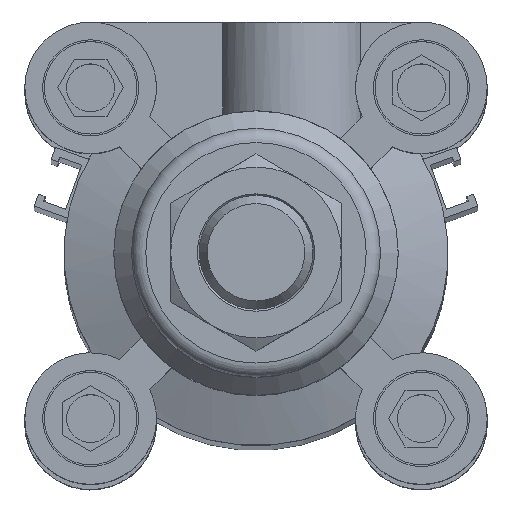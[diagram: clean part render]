
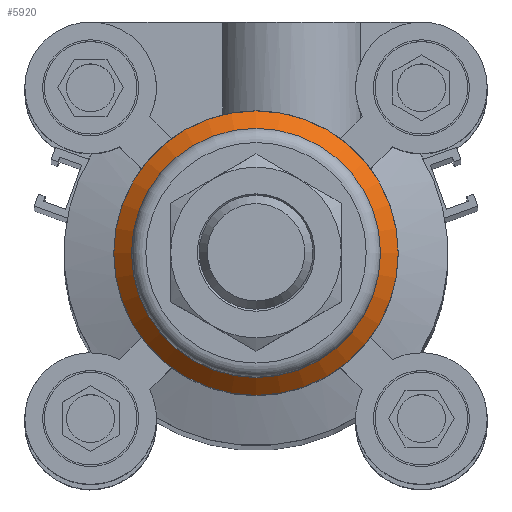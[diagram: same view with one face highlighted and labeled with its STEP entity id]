
A CAD part, top view. The second image highlights one B-rep face of the part: STEP entity #5920.
In plain terms, the highlighted conical face has half-angle 45 degrees and reference radius 18.75 mm.
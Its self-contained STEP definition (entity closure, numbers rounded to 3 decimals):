
#5261=CARTESIAN_POINT('',(-20.0,36.,0.0));
#5262=VERTEX_POINT('',#5261);
#5263=CARTESIAN_POINT('',(0.0,36.,0.0));
#5264=DIRECTION('',(0.0,1.0,0.0));
#5265=DIRECTION('',(-1.0,0.0,0.0));
#5266=AXIS2_PLACEMENT_3D('',#5263,#5264,#5265);
#5267=CIRCLE('',#5266,20.0);
#5268=EDGE_CURVE('',#5262,#5262,#5267,.T.);
#5901=CARTESIAN_POINT('',(0.0,37.25,0.0));
#5902=DIRECTION('',(0.0,-1.0,0.0));
#5903=DIRECTION('',(-1.0,0.0,0.0));
#5904=AXIS2_PLACEMENT_3D('',#5901,#5902,#5903);
#5905=CONICAL_SURFACE('',#5904,18.75,45.);
#5906=CARTESIAN_POINT('',(-17.5,38.5,0.0));
#5907=VERTEX_POINT('',#5906);
#5908=CARTESIAN_POINT('',(0.0,38.5,0.0));
#5909=DIRECTION('',(0.0,1.0,0.0));
#5910=DIRECTION('',(-1.0,0.0,0.0));
#5911=AXIS2_PLACEMENT_3D('',#5908,#5909,#5910);
#5912=CIRCLE('',#5911,17.5);
#5913=EDGE_CURVE('',#5907,#5907,#5912,.T.);
#5914=ORIENTED_EDGE('',*,*,#5913,.F.);
#5915=EDGE_LOOP('',(#5914));
#5916=FACE_OUTER_BOUND('',#5915,.T.);
#5917=ORIENTED_EDGE('',*,*,#5268,.T.);
#5918=EDGE_LOOP('',(#5917));
#5919=FACE_BOUND('',#5918,.T.);
#5920=ADVANCED_FACE('',(#5916,#5919),#5905,.T.);
